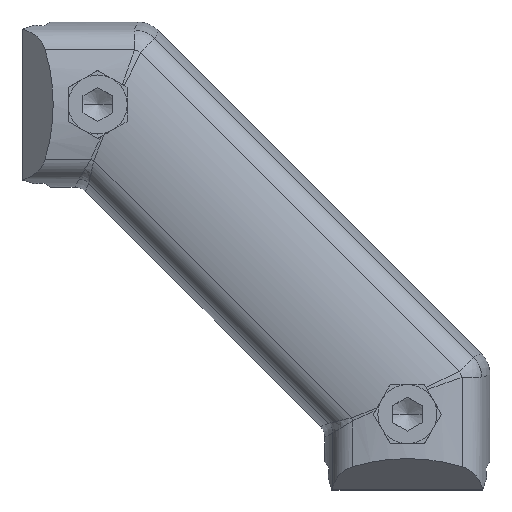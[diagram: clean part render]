
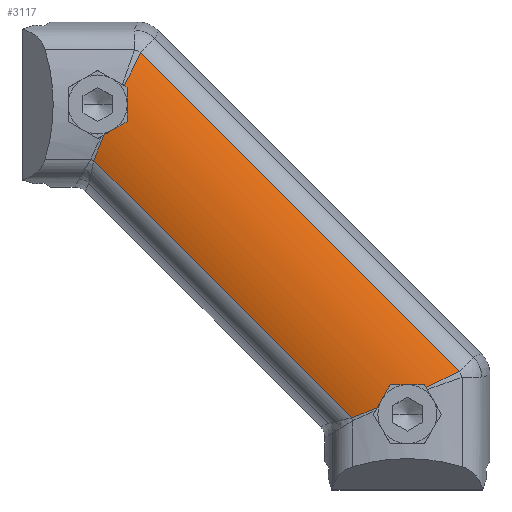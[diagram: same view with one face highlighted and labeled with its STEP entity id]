
A CAD part, top view. The second image highlights one B-rep face of the part: STEP entity #3117.
In plain terms, the highlighted cylindrical face has radius 32 mm (diameter 64 mm), a partial arc.
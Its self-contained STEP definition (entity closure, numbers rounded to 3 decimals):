
#152=B_SPLINE_CURVE_WITH_KNOTS('',3,(#5475,#5476,#5477,#5478,#5479),
 .UNSPECIFIED.,.F.,.F.,(4,1,4),(0.,0.275,0.55),
 .UNSPECIFIED.);
#154=B_SPLINE_CURVE_WITH_KNOTS('',3,(#5590,#5591,#5592,#5593,#5594),
 .UNSPECIFIED.,.F.,.F.,(4,1,4),(0.,0.275,0.55),
 .UNSPECIFIED.);
#337=FACE_OUTER_BOUND('',#531,.T.);
#531=EDGE_LOOP('',(#2364,#2365,#2366,#2367,#2368,#2369,#2370,#2371,#2372,
#2373,#2374,#2375));
#736=LINE('',#5580,#928);
#737=LINE('',#5583,#929);
#928=VECTOR('',#3973,76.493);
#929=VECTOR('',#3976,61.711);
#1199=ELLIPSE('',#3371,35.743,34.926);
#1204=ELLIPSE('',#3383,38.27,36.795);
#1205=ELLIPSE('',#3385,33.13,32.003);
#1206=ELLIPSE('',#3395,38.243,36.738);
#1207=ELLIPSE('',#3396,45.255,32.);
#1208=ELLIPSE('',#3397,38.271,36.796);
#1209=ELLIPSE('',#3398,33.13,32.003);
#1210=ELLIPSE('',#3399,45.255,32.);
#1332=VERTEX_POINT('',#5352);
#1333=VERTEX_POINT('',#5353);
#1340=VERTEX_POINT('',#5440);
#1341=VERTEX_POINT('',#5442);
#1342=VERTEX_POINT('',#5451);
#1349=VERTEX_POINT('',#5473);
#1352=VERTEX_POINT('',#5577);
#1353=VERTEX_POINT('',#5578);
#1354=VERTEX_POINT('',#5582);
#1355=VERTEX_POINT('',#5584);
#1356=VERTEX_POINT('',#5586);
#1357=VERTEX_POINT('',#5588);
#1690=EDGE_CURVE('',#1332,#1333,#1199,.T.);
#1703=EDGE_CURVE('',#1340,#1341,#1204,.T.);
#1708=EDGE_CURVE('',#1341,#1342,#1205,.T.);
#1717=EDGE_CURVE('',#1333,#1349,#152,.T.);
#1722=EDGE_CURVE('',#1352,#1353,#1206,.T.);
#1723=EDGE_CURVE('',#1332,#1352,#736,.T.);
#1724=EDGE_CURVE('',#1342,#1349,#1207,.T.);
#1725=EDGE_CURVE('',#1340,#1354,#737,.T.);
#1726=EDGE_CURVE('',#1354,#1355,#1208,.T.);
#1727=EDGE_CURVE('',#1355,#1356,#1209,.T.);
#1728=EDGE_CURVE('',#1356,#1357,#1210,.T.);
#1729=EDGE_CURVE('',#1353,#1357,#154,.T.);
#2364=ORIENTED_EDGE('',*,*,#1722,.F.);
#2365=ORIENTED_EDGE('',*,*,#1723,.F.);
#2366=ORIENTED_EDGE('',*,*,#1690,.T.);
#2367=ORIENTED_EDGE('',*,*,#1717,.T.);
#2368=ORIENTED_EDGE('',*,*,#1724,.F.);
#2369=ORIENTED_EDGE('',*,*,#1708,.F.);
#2370=ORIENTED_EDGE('',*,*,#1703,.F.);
#2371=ORIENTED_EDGE('',*,*,#1725,.T.);
#2372=ORIENTED_EDGE('',*,*,#1726,.T.);
#2373=ORIENTED_EDGE('',*,*,#1727,.T.);
#2374=ORIENTED_EDGE('',*,*,#1728,.T.);
#2375=ORIENTED_EDGE('',*,*,#1729,.F.);
#3006=CYLINDRICAL_SURFACE('',#3394,32.);
#3117=ADVANCED_FACE('',(#337),#3006,.T.);
#3371=AXIS2_PLACEMENT_3D('',#5354,#3909,#3910);
#3383=AXIS2_PLACEMENT_3D('',#5443,#3936,#3937);
#3385=AXIS2_PLACEMENT_3D('',#5457,#3943,#3944);
#3394=AXIS2_PLACEMENT_3D('',#5576,#3969,#3970);
#3395=AXIS2_PLACEMENT_3D('',#5579,#3971,#3972);
#3396=AXIS2_PLACEMENT_3D('',#5581,#3974,#3975);
#3397=AXIS2_PLACEMENT_3D('',#5585,#3977,#3978);
#3398=AXIS2_PLACEMENT_3D('',#5587,#3979,#3980);
#3399=AXIS2_PLACEMENT_3D('',#5589,#3981,#3982);
#3909=DIRECTION('center_axis',(0.901,0.,0.434));
#3910=DIRECTION('ref_axis',(0.391,0.437,-0.81));
#3936=DIRECTION('center_axis',(-0.934,0.,
-0.357));
#3937=DIRECTION('ref_axis',(0.316,-0.466,-0.826));
#3943=DIRECTION('center_axis',(-0.5,0.,
-0.866));
#3944=DIRECTION('ref_axis',(0.866,0.,-0.5));
#3969=DIRECTION('center_axis',(-0.707,0.,-0.707));
#3970=DIRECTION('ref_axis',(-0.707,0.,0.707));
#3971=DIRECTION('center_axis',(0.434,0.,0.901));
#3972=DIRECTION('ref_axis',(-0.427,-0.88,0.206));
#3973=DIRECTION('',(0.707,0.,0.707));
#3974=DIRECTION('center_axis',(-1.,0.,0.));
#3975=DIRECTION('ref_axis',(0.,0.,1.));
#3976=DIRECTION('',(0.707,0.,0.707));
#3977=DIRECTION('center_axis',(-0.357,0.,
-0.934));
#3978=DIRECTION('ref_axis',(0.826,-0.467,-0.316));
#3979=DIRECTION('center_axis',(-0.866,0.,-0.5));
#3980=DIRECTION('ref_axis',(0.5,0.,-0.866));
#3981=DIRECTION('center_axis',(0.,0.,-1.));
#3982=DIRECTION('ref_axis',(-1.,0.,0.));
#5352=CARTESIAN_POINT('',(20.271,12.634,-74.36));
#5353=CARTESIAN_POINT('',(17.524,13.838,-68.662));
#5354=CARTESIAN_POINT('Origin',(15.716,-21.073,-64.907));
#5440=CARTESIAN_POINT('',(12.367,12.634,-56.003));
#5442=CARTESIAN_POINT('',(14.016,13.606,-60.313));
#5443=CARTESIAN_POINT('Origin',(16.453,-23.109,-66.671));
#5451=CARTESIAN_POINT('',(18.,14.004,-62.613));
#5457=CARTESIAN_POINT('Origin',(18.562,-17.993,-62.938));
#5473=CARTESIAN_POINT('',(18.,13.823,-68.387));
#5475=CARTESIAN_POINT('Ctrl Pts',(17.524,13.838,-68.662));
#5476=CARTESIAN_POINT('Ctrl Pts',(17.603,13.836,-68.616));
#5477=CARTESIAN_POINT('Ctrl Pts',(17.762,13.831,-68.524));
#5478=CARTESIAN_POINT('Ctrl Pts',(17.921,13.826,-68.433));
#5479=CARTESIAN_POINT('Ctrl Pts',(18.,13.823,-68.387));
#5576=CARTESIAN_POINT('Origin',(65.5,-17.99,-16.));
#5577=CARTESIAN_POINT('',(74.36,12.634,-20.271));
#5578=CARTESIAN_POINT('',(68.662,13.838,-17.524));
#5579=CARTESIAN_POINT('Origin',(64.363,-23.898,-15.453));
#5580=CARTESIAN_POINT('',(20.271,12.634,-74.36));
#5581=CARTESIAN_POINT('Origin',(18.,-17.99,-63.5));
#5582=CARTESIAN_POINT('',(56.003,12.634,-12.367));
#5583=CARTESIAN_POINT('',(12.367,12.634,-56.003));
#5584=CARTESIAN_POINT('',(60.313,13.606,-14.016));
#5585=CARTESIAN_POINT('Origin',(66.671,-23.111,-16.453));
#5586=CARTESIAN_POINT('',(62.613,14.004,-18.));
#5587=CARTESIAN_POINT('Origin',(62.938,-17.993,-18.562));
#5588=CARTESIAN_POINT('',(68.387,13.823,-18.));
#5589=CARTESIAN_POINT('Origin',(63.5,-17.99,-18.));
#5590=CARTESIAN_POINT('Ctrl Pts',(68.662,13.838,-17.524));
#5591=CARTESIAN_POINT('Ctrl Pts',(68.616,13.836,-17.603));
#5592=CARTESIAN_POINT('Ctrl Pts',(68.524,13.831,-17.762));
#5593=CARTESIAN_POINT('Ctrl Pts',(68.433,13.826,-17.921));
#5594=CARTESIAN_POINT('Ctrl Pts',(68.387,13.823,-18.));
